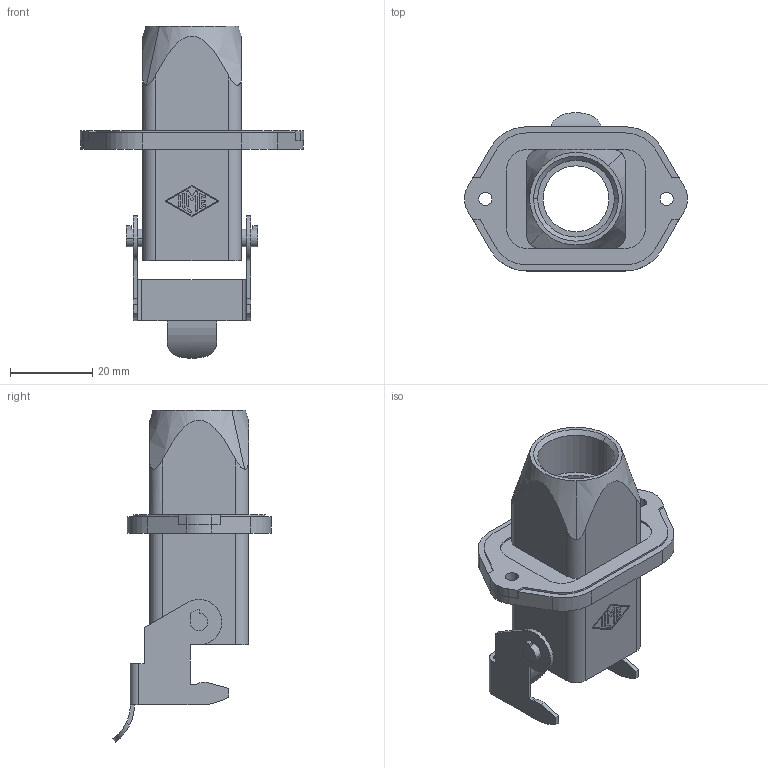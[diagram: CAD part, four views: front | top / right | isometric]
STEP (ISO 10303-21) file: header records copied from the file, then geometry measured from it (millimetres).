
FILE_DESCRIPTION(('Creo Elements/Direct Modeling STEP Export'),'2;1');
FILE_NAME('0ln7tug4kt49c4c928','2018-09-26T 8:37:33',(''),(''),'PTC Creo Elements/Direct Modeling STEP processor for AP214 (Solid Model)','PTC Creo Elements/Direct Modeling 19.0E 27-Jun-2016 (C) Parametric Technology GmbH','');
FILE_SCHEMA(('AUTOMOTIVE_DESIGN { 1 0 10303 214 1 1 1 1 }'));
Length unit declared in the file: millimetre
Products named in the file (2): MKAXXS_IVG20_Internet
Assembly tree (1 placements, depth 2):
  MKAXXS_IVG20_Internet
    MKAXXS_IVG20_Internet
Bounding box: 54.2 x 38.45 x 80.6 mm (x, y, z)
Volume: 14312 mm3; surface area: 14907.3 mm2
Topology: 1 solids, 1 shells, 170 faces, 491 edges, 339 vertices
Faces by surface type: plane 95, cylinder 68, cone 7
Entity records: 8625 total; most frequent: CARTESIAN_POINT 3013, ORIENTED_EDGE 982, DIRECTION 851, EDGE_CURVE 491, VERTEX_POINT 339, VECTOR 305, LINE 305, AXIS2_PLACEMENT_3D 273
